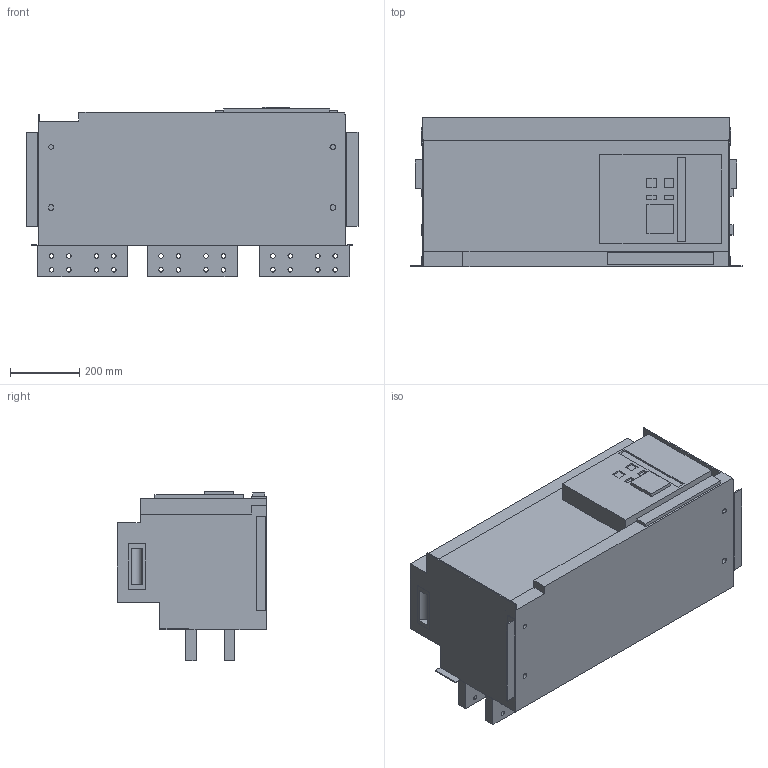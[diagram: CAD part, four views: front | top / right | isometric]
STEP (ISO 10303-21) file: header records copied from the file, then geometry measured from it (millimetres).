
FILE_DESCRIPTION(/* description */ (''),/* implementation_level */ '2;1');
FILE_NAME(/* name */ '6300-6300.stp',/* time_stamp */ '2024-04-18T13:31:37+08:00',/* author */ (''),/* organization */ (''),/* preprocessor_version */ 'ST-DEVELOPER v16',/* originating_system */ 'SIEMENS PLM Software NX 10.0',/* authorisation */ '');
FILE_SCHEMA (('CONFIG_CONTROL_DESIGN'));
Length unit declared in the file: millimetre
Products named in the file (1): 6300-6300
Bounding box: 960 x 432 x 490 mm (x, y, z)
Volume: 129489496.7 mm3; surface area: 2282967.5 mm2
Topology: 1 solids, 1 shells, 247 faces, 666 edges, 441 vertices
Faces by surface type: plane 139, cylinder 108
Entity records: 8060 total; most frequent: DIRECTION 1378, CARTESIAN_POINT 1355, ORIENTED_EDGE 1332, EDGE_CURVE 666, AXIS2_PLACEMENT_3D 464, LINE 450, VECTOR 450, VERTEX_POINT 441
